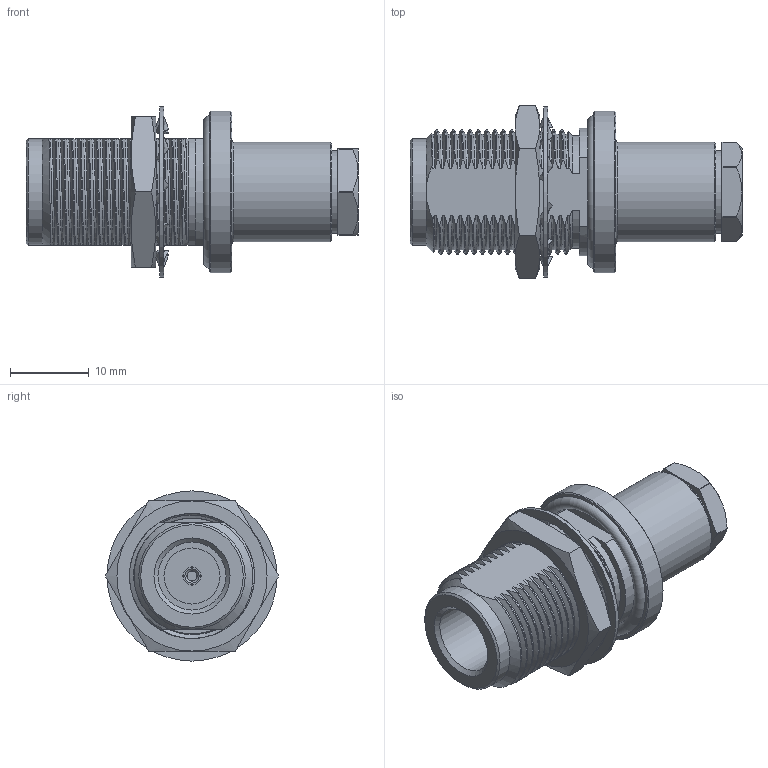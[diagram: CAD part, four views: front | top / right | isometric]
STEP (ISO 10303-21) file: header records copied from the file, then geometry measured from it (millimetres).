
FILE_DESCRIPTION (( 'STEP AP203' ), '1' );
FILE_NAME ('PE4114.step', '2020-03-02T20:14:36', ( '' ), ( '' ), 'SwSTEP 2.0', 'SolidWorks 2018', '' );
FILE_SCHEMA (( 'CONFIG_CONTROL_DESIGN' ));
Products named in the file (1): PE4114
Bounding box: 42.12 x 22 x 21.59 mm (x, y, z)
Volume: 6523.5 mm3; surface area: 4764.8 mm2
Topology: 4 solids, 4 shells, 310 faces, 891 edges, 596 vertices
Faces by surface type: bspline 147, cylinder 71, plane 55, cone 35, torus 2
Full cylindrical faces by diameter (mm): 1.27 x1, 2.286 x1, 5.7 x1, 7.112 x1, 8.636 x1, 10.487 x1, 12.642 x1, 13.5 x1, 16.145 x1, 19.54 x1, 20.5 x1, 21.59 x1
Entity records: 76889 total; most frequent: CARTESIAN_POINT 70568, ORIENTED_EDGE 1736, EDGE_CURVE 868, DIRECTION 743, VERTEX_POINT 593, B_SPLINE_CURVE_WITH_KNOTS 357, EDGE_LOOP 341, FACE_OUTER_BOUND 322
